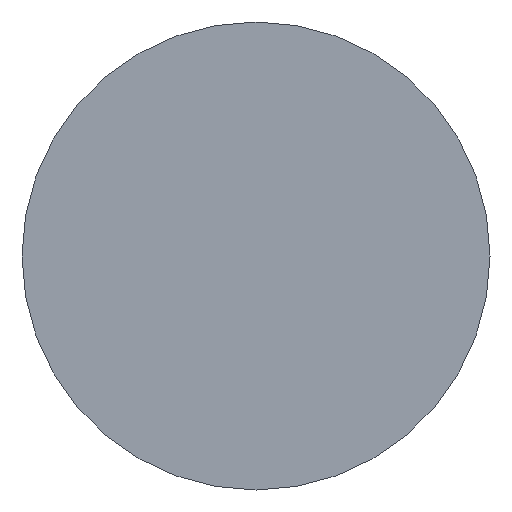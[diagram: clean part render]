
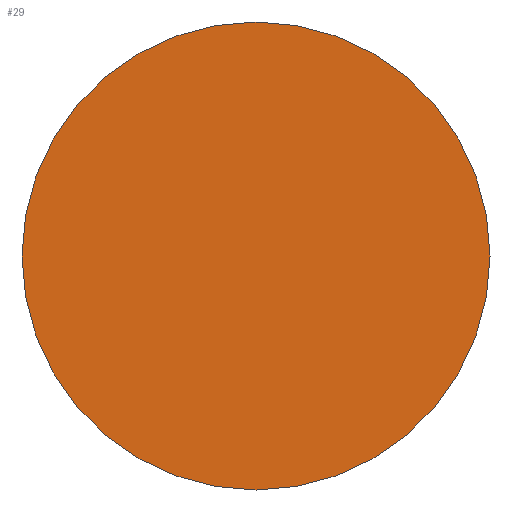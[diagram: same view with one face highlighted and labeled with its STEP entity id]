
A CAD part, left-side view. The second image highlights one B-rep face of the part: STEP entity #29.
In plain terms, the highlighted planar face has unit normal (-1, 0, 0).
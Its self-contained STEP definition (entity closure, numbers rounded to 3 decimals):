
#6 = DIRECTION ( 'NONE',  ( 1., 0., 0. ) ) ;
#7 = CARTESIAN_POINT ( 'NONE',  ( 57.532, 32.611, 12.5 ) ) ;
#8 = CARTESIAN_POINT ( 'NONE',  ( 57.532, 32.611, 0. ) ) ;
#12 = VERTEX_POINT ( 'NONE', #57 ) ;
#13 = CIRCLE ( 'NONE', #162, 12.5 ) ;
#23 = CARTESIAN_POINT ( 'NONE',  ( 57.532, 32.611, 0. ) ) ;
#27 = EDGE_CURVE ( 'NONE', #12, #44, #76, .T. ) ;
#29 = ADVANCED_FACE ( 'NONE', ( #115 ), #83, .F. ) ;
#31 = AXIS2_PLACEMENT_3D ( 'NONE', #8, #157, #94 ) ;
#39 = EDGE_LOOP ( 'NONE', ( #133, #75 ) ) ;
#44 = VERTEX_POINT ( 'NONE', #7 ) ;
#57 = CARTESIAN_POINT ( 'NONE',  ( 57.532, 32.611, -12.5 ) ) ;
#64 = DIRECTION ( 'NONE',  ( 0., 0., 1. ) ) ;
#75 = ORIENTED_EDGE ( 'NONE', *, *, #27, .T. ) ;
#76 = CIRCLE ( 'NONE', #31, 12.5 ) ;
#83 = PLANE ( 'NONE',  #149 ) ;
#94 = DIRECTION ( 'NONE',  ( 0., 0., 1. ) ) ;
#115 = FACE_OUTER_BOUND ( 'NONE', #39, .T. ) ;
#121 = CARTESIAN_POINT ( 'NONE',  ( 57.532, 32.611, 0. ) ) ;
#133 = ORIENTED_EDGE ( 'NONE', *, *, #134, .T. ) ;
#134 = EDGE_CURVE ( 'NONE', #44, #12, #13, .T. ) ;
#135 = DIRECTION ( 'NONE',  ( -1., 0., 0. ) ) ;
#144 = DIRECTION ( 'NONE',  ( 0., 0., -1. ) ) ;
#149 = AXIS2_PLACEMENT_3D ( 'NONE', #23, #6, #144 ) ;
#157 = DIRECTION ( 'NONE',  ( -1., 0., 0. ) ) ;
#162 = AXIS2_PLACEMENT_3D ( 'NONE', #121, #135, #64 ) ;
